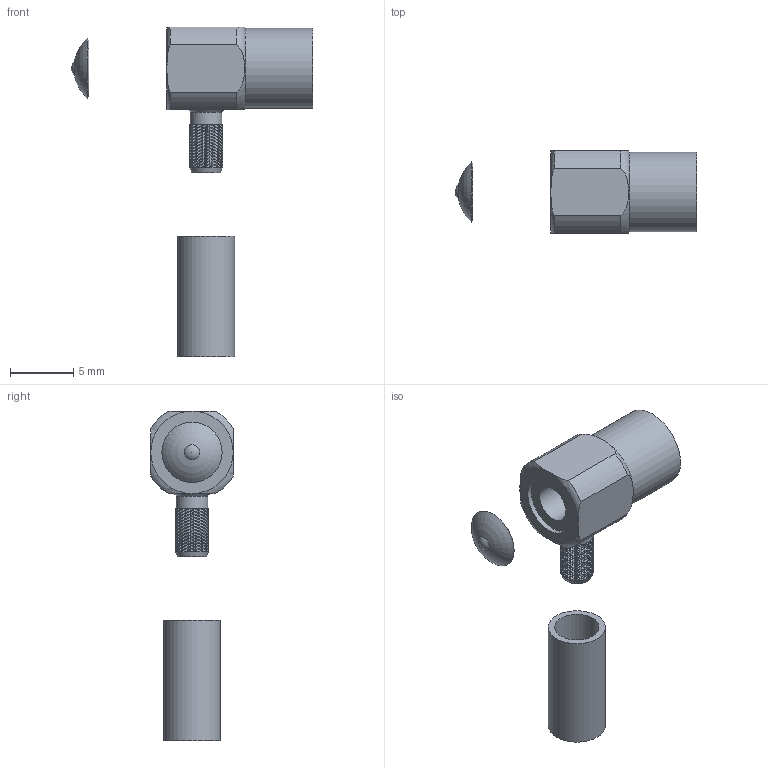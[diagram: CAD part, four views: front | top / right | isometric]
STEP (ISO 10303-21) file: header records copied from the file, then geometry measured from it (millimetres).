
FILE_DESCRIPTION(/* description */ ('Unknown'),/* implementation_level */ '2;1');
FILE_NAME(/* name */ '61636021110620',/* time_stamp */ '2020-02-18T13:32:52+01:00',/* author */ ('Unknown'),/* organization */ ('Unknown'),/* preprocessor_version */ 'ST-DEVELOPER v16.7',/* originating_system */ 'DEX',/* authorisation */ $);
FILE_SCHEMA (('AUTOMOTIVE_DESIGN {1 0 10303 214 3 1 1}'));
Length unit declared in the file: millimetre
Products named in the file (1): 61636021110620
Bounding box: 19.04 x 6.5 x 26 mm (x, y, z)
Volume: 742.1 mm3; surface area: 2272.8 mm2
Topology: 8 solids, 8 shells, 5034 faces, 10614 edges, 5554 vertices
Faces by surface type: bspline 3600, cylinder 996, plane 348, cone 72, torus 14, sphere 4
Full cylindrical faces by diameter (mm): 0.55 x2, 0.9 x2, 0.96 x2, 1.27 x2, 1.7 x2, 2 x2, 2.5 x2, 2.7 x2, 2.9 x2, 3.5 x2, 3.72 x2, 4.44 x2, 4.46 x2, 4.5 x2, 4.62 x2, 4.75 x2, 4.82 x2, 5.06 x2, 5.4 x2, 6.3 x2
Entity records: 285671 total; most frequent: CARTESIAN_POINT 183801, ORIENTED_EDGE 21004, EDGE_CURVE 10502, VERTEX_POINT 5514, FACE_BOUND 5188, EDGE_LOOP 5186, ADVANCED_FACE 5034, STYLED_ITEM 5014
